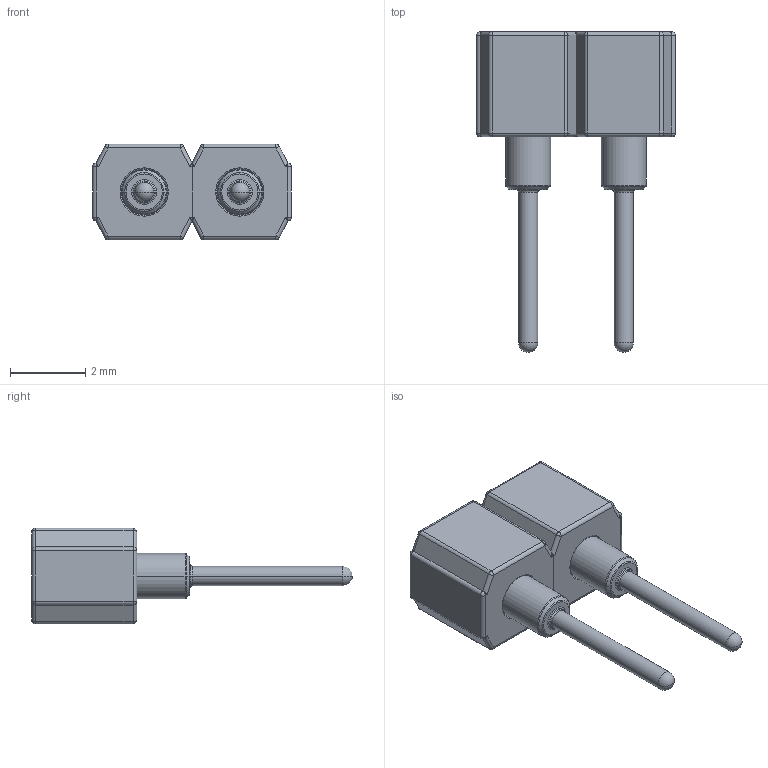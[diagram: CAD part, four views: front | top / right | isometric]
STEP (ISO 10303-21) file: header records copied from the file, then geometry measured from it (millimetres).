
FILE_DESCRIPTION (( 'STEP AP214' ), '1' );
FILE_NAME ('311-xx-102-41-001000.STEP', '2018-09-10T21:15:40', ( '' ), ( '' ), 'SwSTEP 2.0', 'SolidWorks 2014', '' );
FILE_SCHEMA (( 'AUTOMOTIVE_DESIGN' ));
Length unit declared in the file: millimetre
Products named in the file (2): 311-xx-101-41-001000; 311-xx-102-41-001000
Assembly tree (2 placements, depth 2):
  311-xx-102-41-001000
    311-xx-101-41-001000  x2
Bounding box: 5.28 x 8.51 x 2.54 mm (x, y, z)
Volume: 35.7 mm3; surface area: 195.5 mm2
Topology: 6 solids, 6 shells, 392 faces, 882 edges, 470 vertices
Faces by surface type: torus 104, cylinder 104, cone 56, bspline 56, sphere 36, plane 36
Entity records: 7677 total; most frequent: CARTESIAN_POINT 2065, DIRECTION 920, ORIENTED_EDGE 838, EDGE_CURVE 419, AXIS2_PLACEMENT_3D 410, CIRCLE 237, VERTEX_POINT 233, EDGE_LOOP 204
